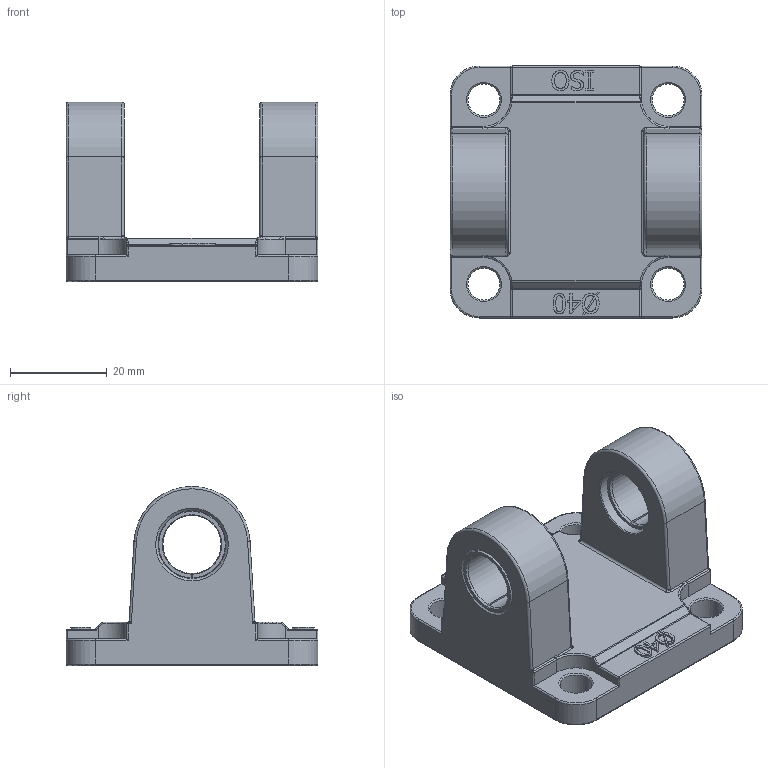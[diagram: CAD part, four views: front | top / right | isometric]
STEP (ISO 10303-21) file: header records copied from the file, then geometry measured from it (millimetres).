
FILE_DESCRIPTION((''),'2;1');
FILE_NAME('CFI040.stp','2013-11-15T09:27:05',('carlo.corazza'),(''),'Autodesk Inventor 2012','Autodesk Inventor 2012','');
FILE_SCHEMA(('AUTOMOTIVE_DESIGN { 1 0 10303 214 1 1 1 1 }'));
Length unit declared in the file: millimetre
Products named in the file (1): CFI040
Bounding box: 52 x 52 x 37 mm (x, y, z)
Volume: 28063.9 mm3; surface area: 11796.8 mm2
Topology: 1 solids, 1 shells, 300 faces, 738 edges, 443 vertices
Faces by surface type: plane 86, bspline 82, cylinder 79, cone 21, torus 20, sphere 12
Full cylindrical faces by diameter (mm): 6.6 x4, 14 x2, 35 x1
Entity records: 9821 total; most frequent: CARTESIAN_POINT 2951, ORIENTED_EDGE 1406, DIRECTION 1208, EDGE_CURVE 703, VERTEX_POINT 437, AXIS2_PLACEMENT_3D 434, EDGE_LOOP 344, VECTOR 340
